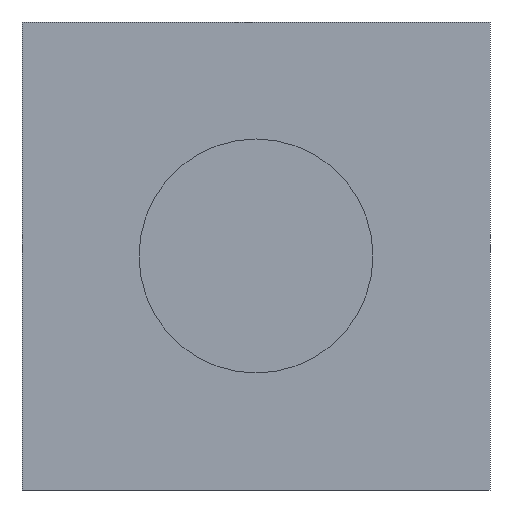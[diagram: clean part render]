
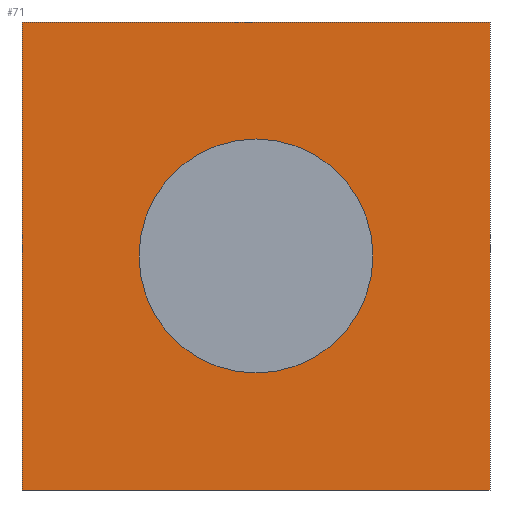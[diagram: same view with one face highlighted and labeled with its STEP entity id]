
A CAD part, front view. The second image highlights one B-rep face of the part: STEP entity #71.
In plain terms, the highlighted planar face has unit normal (0, -1, 0).
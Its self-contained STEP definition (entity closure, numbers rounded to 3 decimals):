
#5 = LINE ( 'NONE', #465, #403 ) ;
#8 = LINE ( 'NONE', #94, #411 ) ;
#43 = LINE ( 'NONE', #264, #454 ) ;
#50 = ORIENTED_EDGE ( 'NONE', *, *, #376, .T. ) ;
#58 = VERTEX_POINT ( 'NONE', #107 ) ;
#65 = AXIS2_PLACEMENT_3D ( 'NONE', #111, #406, #234 ) ;
#71 = ADVANCED_FACE ( 'NONE', ( #280, #237 ), #489, .T. ) ;
#88 = CARTESIAN_POINT ( 'NONE',  ( -20., 0., -20. ) ) ;
#94 = CARTESIAN_POINT ( 'NONE',  ( -20., 0., 20. ) ) ;
#97 = CARTESIAN_POINT ( 'NONE',  ( 0., 0., 0. ) ) ;
#99 = VERTEX_POINT ( 'NONE', #315 ) ;
#107 = CARTESIAN_POINT ( 'NONE',  ( 20., 0., 20. ) ) ;
#111 = CARTESIAN_POINT ( 'NONE',  ( 0., 0., 0. ) ) ;
#131 = DIRECTION ( 'NONE',  ( 0., -1., 0. ) ) ;
#139 = CARTESIAN_POINT ( 'NONE',  ( 0., 0., -10. ) ) ;
#162 = LINE ( 'NONE', #496, #479 ) ;
#164 = CARTESIAN_POINT ( 'NONE',  ( 0., 0., 0. ) ) ;
#168 = DIRECTION ( 'NONE',  ( 0., -1., 0. ) ) ;
#172 = DIRECTION ( 'NONE',  ( -1., 0., 0. ) ) ;
#185 = EDGE_CURVE ( 'NONE', #453, #58, #162, .T. ) ;
#205 = AXIS2_PLACEMENT_3D ( 'NONE', #97, #131, #299 ) ;
#234 = DIRECTION ( 'NONE',  ( 0., 0., -1. ) ) ;
#237 = FACE_OUTER_BOUND ( 'NONE', #254, .T. ) ;
#238 = EDGE_CURVE ( 'NONE', #357, #99, #317, .T. ) ;
#254 = EDGE_LOOP ( 'NONE', ( #270, #334, #442, #50 ) ) ;
#262 = CARTESIAN_POINT ( 'NONE',  ( 20., 0., -20. ) ) ;
#264 = CARTESIAN_POINT ( 'NONE',  ( -20., 0., -20. ) ) ;
#270 = ORIENTED_EDGE ( 'NONE', *, *, #185, .T. ) ;
#280 = FACE_BOUND ( 'NONE', #306, .T. ) ;
#299 = DIRECTION ( 'NONE',  ( 0., 0., -1. ) ) ;
#306 = EDGE_LOOP ( 'NONE', ( #433, #509 ) ) ;
#315 = CARTESIAN_POINT ( 'NONE',  ( 0., 0., 10. ) ) ;
#317 = CIRCLE ( 'NONE', #328, 10. ) ;
#328 = AXIS2_PLACEMENT_3D ( 'NONE', #164, #168, #340 ) ;
#332 = DIRECTION ( 'NONE',  ( 0., 0., 1. ) ) ;
#334 = ORIENTED_EDGE ( 'NONE', *, *, #511, .T. ) ;
#340 = DIRECTION ( 'NONE',  ( 0., 0., -1. ) ) ;
#341 = CARTESIAN_POINT ( 'NONE',  ( -20., 0., 20. ) ) ;
#357 = VERTEX_POINT ( 'NONE', #139 ) ;
#367 = EDGE_CURVE ( 'NONE', #99, #357, #522, .T. ) ;
#373 = EDGE_CURVE ( 'NONE', #430, #481, #8, .T. ) ;
#376 = EDGE_CURVE ( 'NONE', #481, #453, #43, .T. ) ;
#403 = VECTOR ( 'NONE', #172, 1000. ) ;
#406 = DIRECTION ( 'NONE',  ( 0., -1., 0. ) ) ;
#411 = VECTOR ( 'NONE', #426, 1000. ) ;
#426 = DIRECTION ( 'NONE',  ( 0., 0., -1. ) ) ;
#430 = VERTEX_POINT ( 'NONE', #341 ) ;
#433 = ORIENTED_EDGE ( 'NONE', *, *, #367, .F. ) ;
#434 = DIRECTION ( 'NONE',  ( 1., 0., 0. ) ) ;
#442 = ORIENTED_EDGE ( 'NONE', *, *, #373, .T. ) ;
#453 = VERTEX_POINT ( 'NONE', #262 ) ;
#454 = VECTOR ( 'NONE', #434, 1000. ) ;
#465 = CARTESIAN_POINT ( 'NONE',  ( -20., 0., 20. ) ) ;
#479 = VECTOR ( 'NONE', #332, 1000. ) ;
#481 = VERTEX_POINT ( 'NONE', #88 ) ;
#489 = PLANE ( 'NONE',  #65 ) ;
#496 = CARTESIAN_POINT ( 'NONE',  ( 20., 0., 20. ) ) ;
#509 = ORIENTED_EDGE ( 'NONE', *, *, #238, .F. ) ;
#511 = EDGE_CURVE ( 'NONE', #58, #430, #5, .T. ) ;
#522 = CIRCLE ( 'NONE', #205, 10. ) ;
